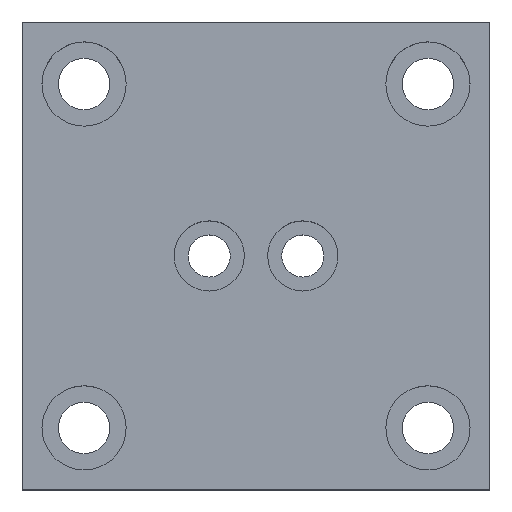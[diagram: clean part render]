
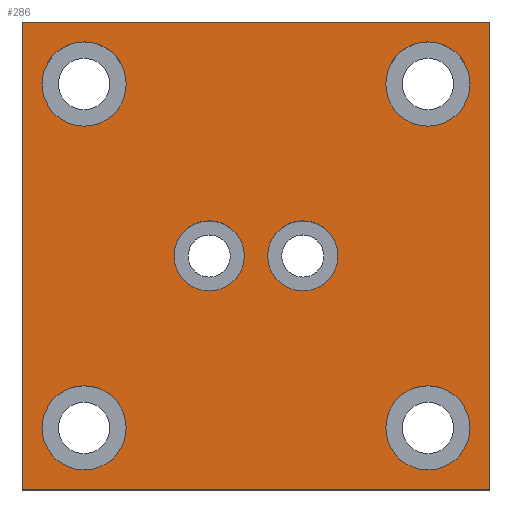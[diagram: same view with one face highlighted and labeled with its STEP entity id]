
A CAD part, top view. The second image highlights one B-rep face of the part: STEP entity #286.
In plain terms, the highlighted planar face has unit normal (0, 0, 1).
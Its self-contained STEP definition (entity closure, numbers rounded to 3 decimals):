
#4 = CARTESIAN_POINT ( 'NONE',  ( 36.75, 36.75, 20. ) ) ;
#8 = EDGE_LOOP ( 'NONE', ( #552, #767 ) ) ;
#12 = EDGE_CURVE ( 'NONE', #237, #198, #585, .T. ) ;
#13 = DIRECTION ( 'NONE',  ( 1., 0., 0. ) ) ;
#17 = CARTESIAN_POINT ( 'NONE',  ( 45.75, -36.75, 20. ) ) ;
#21 = CIRCLE ( 'NONE', #67, 9. ) ;
#22 = VERTEX_POINT ( 'NONE', #17 ) ;
#32 = EDGE_CURVE ( 'NONE', #484, #331, #21, .T. ) ;
#36 = FACE_BOUND ( 'NONE', #533, .T. ) ;
#40 = CARTESIAN_POINT ( 'NONE',  ( 45.75, 36.75, 20. ) ) ;
#43 = CIRCLE ( 'NONE', #621, 7.5 ) ;
#54 = DIRECTION ( 'NONE',  ( 0., 0., 1. ) ) ;
#67 = AXIS2_PLACEMENT_3D ( 'NONE', #296, #54, #488 ) ;
#84 = CARTESIAN_POINT ( 'NONE',  ( -27.75, 36.75, 20. ) ) ;
#91 = DIRECTION ( 'NONE',  ( 0., -1., 0. ) ) ;
#95 = ORIENTED_EDGE ( 'NONE', *, *, #356, .F. ) ;
#108 = CARTESIAN_POINT ( 'NONE',  ( -45.75, -36.75, 20. ) ) ;
#114 = DIRECTION ( 'NONE',  ( 0., 0., 1. ) ) ;
#119 = EDGE_CURVE ( 'NONE', #22, #304, #445, .T. ) ;
#125 = EDGE_CURVE ( 'NONE', #1004, #151, #136, .T. ) ;
#134 = DIRECTION ( 'NONE',  ( 1., 0., 0. ) ) ;
#136 = LINE ( 'NONE', #416, #1122 ) ;
#145 = DIRECTION ( 'NONE',  ( 1., 0., 0. ) ) ;
#147 = AXIS2_PLACEMENT_3D ( 'NONE', #4, #366, #882 ) ;
#151 = VERTEX_POINT ( 'NONE', #1058 ) ;
#158 = CARTESIAN_POINT ( 'NONE',  ( 50., -50., 20. ) ) ;
#166 = EDGE_LOOP ( 'NONE', ( #1007, #945 ) ) ;
#179 = DIRECTION ( 'NONE',  ( 1., 0., 0. ) ) ;
#198 = VERTEX_POINT ( 'NONE', #84 ) ;
#208 = CARTESIAN_POINT ( 'NONE',  ( 27.75, -36.75, 20. ) ) ;
#230 = DIRECTION ( 'NONE',  ( 0., 0., 1. ) ) ;
#237 = VERTEX_POINT ( 'NONE', #357 ) ;
#253 = CARTESIAN_POINT ( 'NONE',  ( -50., -50., 20. ) ) ;
#261 = CIRCLE ( 'NONE', #340, 9. ) ;
#273 = EDGE_CURVE ( 'NONE', #1029, #920, #946, .T. ) ;
#285 = CARTESIAN_POINT ( 'NONE',  ( 10., 0., 20. ) ) ;
#286 = ADVANCED_FACE ( 'NONE', ( #625, #36, #1044, #921, #345, #462, #869 ), #706, .T. ) ;
#289 = ORIENTED_EDGE ( 'NONE', *, *, #1060, .T. ) ;
#296 = CARTESIAN_POINT ( 'NONE',  ( 36.75, 36.75, 20. ) ) ;
#300 = AXIS2_PLACEMENT_3D ( 'NONE', #319, #230, #145 ) ;
#304 = VERTEX_POINT ( 'NONE', #208 ) ;
#314 = ORIENTED_EDGE ( 'NONE', *, *, #1103, .F. ) ;
#316 = DIRECTION ( 'NONE',  ( 1., 0., 0. ) ) ;
#319 = CARTESIAN_POINT ( 'NONE',  ( 36.75, -36.75, 20. ) ) ;
#328 = ORIENTED_EDGE ( 'NONE', *, *, #125, .T. ) ;
#331 = VERTEX_POINT ( 'NONE', #40 ) ;
#335 = AXIS2_PLACEMENT_3D ( 'NONE', #285, #906, #13 ) ;
#340 = AXIS2_PLACEMENT_3D ( 'NONE', #804, #793, #179 ) ;
#345 = FACE_BOUND ( 'NONE', #391, .T. ) ;
#356 = EDGE_CURVE ( 'NONE', #1153, #788, #374, .T. ) ;
#357 = CARTESIAN_POINT ( 'NONE',  ( -45.75, 36.75, 20. ) ) ;
#363 = VERTEX_POINT ( 'NONE', #398 ) ;
#365 = CARTESIAN_POINT ( 'NONE',  ( -27.75, -36.75, 20. ) ) ;
#366 = DIRECTION ( 'NONE',  ( 0., 0., 1. ) ) ;
#374 = CIRCLE ( 'NONE', #442, 7.5 ) ;
#376 = ORIENTED_EDGE ( 'NONE', *, *, #515, .T. ) ;
#380 = VERTEX_POINT ( 'NONE', #423 ) ;
#383 = DIRECTION ( 'NONE',  ( 0., 0., 1. ) ) ;
#390 = AXIS2_PLACEMENT_3D ( 'NONE', #977, #969, #455 ) ;
#391 = EDGE_LOOP ( 'NONE', ( #314, #822 ) ) ;
#398 = CARTESIAN_POINT ( 'NONE',  ( -50., -50., 20. ) ) ;
#405 = CIRCLE ( 'NONE', #300, 9. ) ;
#416 = CARTESIAN_POINT ( 'NONE',  ( 50., -50., 20. ) ) ;
#422 = DIRECTION ( 'NONE',  ( -1., 0., 0. ) ) ;
#423 = CARTESIAN_POINT ( 'NONE',  ( -50., 50., 20. ) ) ;
#442 = AXIS2_PLACEMENT_3D ( 'NONE', #471, #844, #316 ) ;
#445 = CIRCLE ( 'NONE', #1145, 9. ) ;
#455 = DIRECTION ( 'NONE',  ( 1., 0., 0. ) ) ;
#462 = FACE_BOUND ( 'NONE', #8, .T. ) ;
#466 = CARTESIAN_POINT ( 'NONE',  ( -36.75, 36.75, 20. ) ) ;
#471 = CARTESIAN_POINT ( 'NONE',  ( -10., 0., 20. ) ) ;
#477 = ORIENTED_EDGE ( 'NONE', *, *, #1002, .T. ) ;
#484 = VERTEX_POINT ( 'NONE', #597 ) ;
#487 = ORIENTED_EDGE ( 'NONE', *, *, #32, .F. ) ;
#488 = DIRECTION ( 'NONE',  ( 1., 0., 0. ) ) ;
#502 = CARTESIAN_POINT ( 'NONE',  ( 2.5, 0., 20. ) ) ;
#515 = EDGE_CURVE ( 'NONE', #380, #363, #757, .T. ) ;
#520 = CARTESIAN_POINT ( 'NONE',  ( 50., 50., 20. ) ) ;
#524 = CARTESIAN_POINT ( 'NONE',  ( 17.5, 0., 20. ) ) ;
#532 = DIRECTION ( 'NONE',  ( 0., 0., 1. ) ) ;
#533 = EDGE_LOOP ( 'NONE', ( #829, #95 ) ) ;
#537 = VECTOR ( 'NONE', #790, 1000. ) ;
#551 = EDGE_LOOP ( 'NONE', ( #909, #855 ) ) ;
#552 = ORIENTED_EDGE ( 'NONE', *, *, #727, .F. ) ;
#558 = DIRECTION ( 'NONE',  ( 1., 0., 0. ) ) ;
#559 = EDGE_CURVE ( 'NONE', #762, #611, #261, .T. ) ;
#560 = DIRECTION ( 'NONE',  ( 1., 0., 0. ) ) ;
#562 = DIRECTION ( 'NONE',  ( 0., 0., 1. ) ) ;
#585 = CIRCLE ( 'NONE', #805, 9. ) ;
#597 = CARTESIAN_POINT ( 'NONE',  ( 27.75, 36.75, 20. ) ) ;
#598 = CIRCLE ( 'NONE', #390, 9. ) ;
#611 = VERTEX_POINT ( 'NONE', #365 ) ;
#621 = AXIS2_PLACEMENT_3D ( 'NONE', #820, #896, #558 ) ;
#625 = FACE_BOUND ( 'NONE', #166, .T. ) ;
#647 = LINE ( 'NONE', #520, #1102 ) ;
#663 = EDGE_CURVE ( 'NONE', #788, #1153, #43, .T. ) ;
#706 = PLANE ( 'NONE',  #1095 ) ;
#709 = EDGE_CURVE ( 'NONE', #920, #1029, #1104, .T. ) ;
#715 = LINE ( 'NONE', #158, #537 ) ;
#727 = EDGE_CURVE ( 'NONE', #198, #237, #860, .T. ) ;
#751 = EDGE_LOOP ( 'NONE', ( #1112, #487 ) ) ;
#755 = CARTESIAN_POINT ( 'NONE',  ( 10., 0., 20. ) ) ;
#757 = LINE ( 'NONE', #253, #989 ) ;
#761 = CIRCLE ( 'NONE', #147, 9. ) ;
#762 = VERTEX_POINT ( 'NONE', #108 ) ;
#767 = ORIENTED_EDGE ( 'NONE', *, *, #12, .F. ) ;
#788 = VERTEX_POINT ( 'NONE', #1076 ) ;
#790 = DIRECTION ( 'NONE',  ( 1., 0., 0. ) ) ;
#793 = DIRECTION ( 'NONE',  ( 0., 0., 1. ) ) ;
#804 = CARTESIAN_POINT ( 'NONE',  ( -36.75, -36.75, 20. ) ) ;
#805 = AXIS2_PLACEMENT_3D ( 'NONE', #466, #562, #824 ) ;
#810 = CARTESIAN_POINT ( 'NONE',  ( -17.5, 0., 20. ) ) ;
#820 = CARTESIAN_POINT ( 'NONE',  ( -10., 0., 20. ) ) ;
#821 = AXIS2_PLACEMENT_3D ( 'NONE', #755, #114, #134 ) ;
#822 = ORIENTED_EDGE ( 'NONE', *, *, #559, .F. ) ;
#824 = DIRECTION ( 'NONE',  ( 1., 0., 0. ) ) ;
#829 = ORIENTED_EDGE ( 'NONE', *, *, #663, .F. ) ;
#844 = DIRECTION ( 'NONE',  ( 0., 0., 1. ) ) ;
#855 = ORIENTED_EDGE ( 'NONE', *, *, #917, .F. ) ;
#860 = CIRCLE ( 'NONE', #1156, 9. ) ;
#869 = FACE_OUTER_BOUND ( 'NONE', #1012, .T. ) ;
#882 = DIRECTION ( 'NONE',  ( 1., 0., 0. ) ) ;
#896 = DIRECTION ( 'NONE',  ( 0., 0., 1. ) ) ;
#906 = DIRECTION ( 'NONE',  ( 0., 0., 1. ) ) ;
#909 = ORIENTED_EDGE ( 'NONE', *, *, #119, .F. ) ;
#917 = EDGE_CURVE ( 'NONE', #304, #22, #405, .T. ) ;
#920 = VERTEX_POINT ( 'NONE', #502 ) ;
#921 = FACE_BOUND ( 'NONE', #551, .T. ) ;
#926 = DIRECTION ( 'NONE',  ( 1., 0., 0. ) ) ;
#934 = CARTESIAN_POINT ( 'NONE',  ( 36.75, -36.75, 20. ) ) ;
#945 = ORIENTED_EDGE ( 'NONE', *, *, #709, .F. ) ;
#946 = CIRCLE ( 'NONE', #821, 7.5 ) ;
#969 = DIRECTION ( 'NONE',  ( 0., 0., 1. ) ) ;
#977 = CARTESIAN_POINT ( 'NONE',  ( -36.75, -36.75, 20. ) ) ;
#989 = VECTOR ( 'NONE', #91, 1000. ) ;
#1002 = EDGE_CURVE ( 'NONE', #363, #1004, #715, .T. ) ;
#1004 = VERTEX_POINT ( 'NONE', #1135 ) ;
#1007 = ORIENTED_EDGE ( 'NONE', *, *, #273, .F. ) ;
#1012 = EDGE_LOOP ( 'NONE', ( #376, #477, #328, #289 ) ) ;
#1029 = VERTEX_POINT ( 'NONE', #524 ) ;
#1041 = DIRECTION ( 'NONE',  ( 1., 0., 0. ) ) ;
#1044 = FACE_BOUND ( 'NONE', #751, .T. ) ;
#1058 = CARTESIAN_POINT ( 'NONE',  ( 50., 50., 20. ) ) ;
#1060 = EDGE_CURVE ( 'NONE', #151, #380, #647, .T. ) ;
#1076 = CARTESIAN_POINT ( 'NONE',  ( -2.5, 0., 20. ) ) ;
#1083 = CARTESIAN_POINT ( 'NONE',  ( -36.75, 36.75, 20. ) ) ;
#1088 = CARTESIAN_POINT ( 'NONE',  ( 0., 0., 20. ) ) ;
#1095 = AXIS2_PLACEMENT_3D ( 'NONE', #1088, #1114, #926 ) ;
#1102 = VECTOR ( 'NONE', #422, 1000. ) ;
#1103 = EDGE_CURVE ( 'NONE', #611, #762, #598, .T. ) ;
#1104 = CIRCLE ( 'NONE', #335, 7.5 ) ;
#1112 = ORIENTED_EDGE ( 'NONE', *, *, #1131, .F. ) ;
#1114 = DIRECTION ( 'NONE',  ( 0., 0., 1. ) ) ;
#1122 = VECTOR ( 'NONE', #1130, 1000. ) ;
#1130 = DIRECTION ( 'NONE',  ( 0., 1., 0. ) ) ;
#1131 = EDGE_CURVE ( 'NONE', #331, #484, #761, .T. ) ;
#1135 = CARTESIAN_POINT ( 'NONE',  ( 50., -50., 20. ) ) ;
#1145 = AXIS2_PLACEMENT_3D ( 'NONE', #934, #532, #1041 ) ;
#1153 = VERTEX_POINT ( 'NONE', #810 ) ;
#1156 = AXIS2_PLACEMENT_3D ( 'NONE', #1083, #383, #560 ) ;
